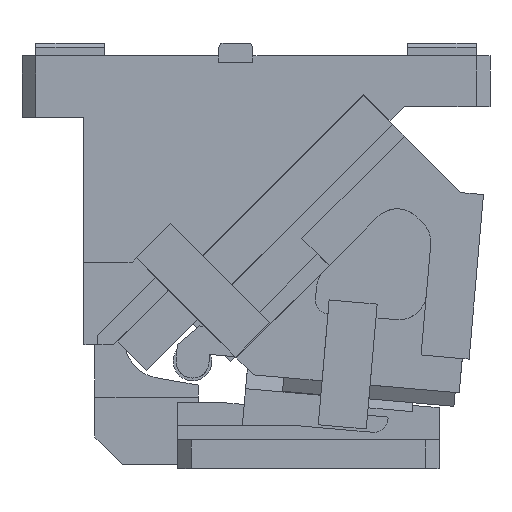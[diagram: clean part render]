
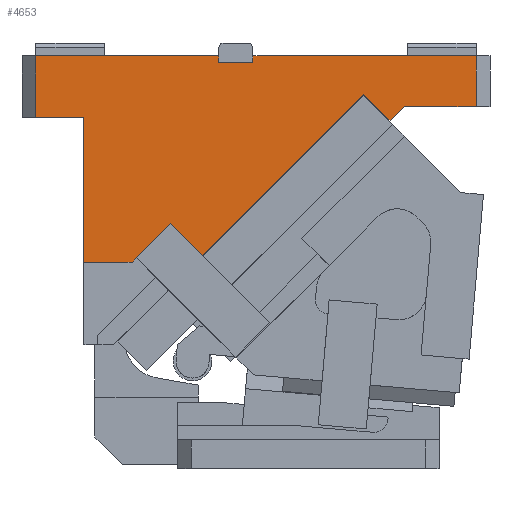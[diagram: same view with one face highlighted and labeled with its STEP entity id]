
A CAD part, front view. The second image highlights one B-rep face of the part: STEP entity #4653.
In plain terms, the highlighted planar face has unit normal (0, -1, 0).
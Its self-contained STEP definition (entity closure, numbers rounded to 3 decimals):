
#3921=CARTESIAN_POINT('Vertex',(-103.,-82.5,300.)) ;
#3924=CARTESIAN_POINT('Line Origine',(-36.591,-82.5,300.)) ;
#3928=CARTESIAN_POINT('Vertex',(29.818,-82.5,300.)) ;
#4185=CARTESIAN_POINT('Vertex',(-68.,-82.5,255.)) ;
#4190=CARTESIAN_POINT('Line Origine',(-85.5,-82.5,255.)) ;
#4194=CARTESIAN_POINT('Vertex',(-103.,-82.5,255.)) ;
#4521=CARTESIAN_POINT('Line Origine',(-103.,-82.5,277.5)) ;
#4533=CARTESIAN_POINT('Axis2P3D Location',(131.217,-82.5,282.406)) ;
#4538=CARTESIAN_POINT('Line Origine',(6.571,-82.5,166.319)) ;
#4542=CARTESIAN_POINT('Vertex',(-5.096,-82.5,177.986)) ;
#4544=CARTESIAN_POINT('Vertex',(18.238,-82.5,154.651)) ;
#4547=CARTESIAN_POINT('Line Origine',(76.751,-82.5,213.165)) ;
#4551=CARTESIAN_POINT('Vertex',(135.265,-82.5,271.678)) ;
#4554=CARTESIAN_POINT('Line Origine',(144.811,-82.5,262.132)) ;
#4558=CARTESIAN_POINT('Vertex',(154.356,-82.5,252.586)) ;
#4561=CARTESIAN_POINT('Line Origine',(159.564,-82.5,257.793)) ;
#4565=CARTESIAN_POINT('Vertex',(164.771,-82.5,263.)) ;
#4568=CARTESIAN_POINT('Line Origine',(190.885,-82.5,263.)) ;
#4572=CARTESIAN_POINT('Vertex',(217.,-82.5,263.)) ;
#4575=CARTESIAN_POINT('Line Origine',(217.,-82.5,281.5)) ;
#4579=CARTESIAN_POINT('Vertex',(217.,-82.5,300.)) ;
#4582=CARTESIAN_POINT('Line Origine',(135.909,-82.5,300.)) ;
#4586=CARTESIAN_POINT('Vertex',(54.818,-82.5,300.)) ;
#4589=CARTESIAN_POINT('Line Origine',(54.818,-82.5,297.5)) ;
#4593=CARTESIAN_POINT('Vertex',(54.818,-82.5,295.)) ;
#4596=CARTESIAN_POINT('Line Origine',(42.318,-82.5,295.)) ;
#4600=CARTESIAN_POINT('Vertex',(29.818,-82.5,295.)) ;
#4603=CARTESIAN_POINT('Line Origine',(29.818,-82.5,297.5)) ;
#4608=CARTESIAN_POINT('Line Origine',(-68.,-82.5,202.5)) ;
#4612=CARTESIAN_POINT('Vertex',(-68.,-82.5,150.)) ;
#4615=CARTESIAN_POINT('Line Origine',(-50.541,-82.5,150.)) ;
#4619=CARTESIAN_POINT('Vertex',(-33.082,-82.5,150.)) ;
#4622=CARTESIAN_POINT('Line Origine',(-31.463,-82.5,151.619)) ;
#4626=CARTESIAN_POINT('Vertex',(-29.845,-82.5,153.237)) ;
#4629=CARTESIAN_POINT('Line Origine',(-17.471,-82.5,165.612)) ;
#3925=DIRECTION('Vector Direction',(-1.,0.,0.)) ;
#4191=DIRECTION('Vector Direction',(-1.,0.,0.)) ;
#4522=DIRECTION('Vector Direction',(0.,0.,1.)) ;
#4534=DIRECTION('Axis2P3D Direction',(0.,1.,-0.)) ;
#4535=DIRECTION('Axis2P3D XDirection',(-1.,0.,0.)) ;
#4539=DIRECTION('Vector Direction',(0.707,0.,-0.707)) ;
#4548=DIRECTION('Vector Direction',(0.707,0.,0.707)) ;
#4555=DIRECTION('Vector Direction',(-0.707,0.,0.707)) ;
#4562=DIRECTION('Vector Direction',(0.707,0.,0.707)) ;
#4569=DIRECTION('Vector Direction',(1.,0.,0.)) ;
#4576=DIRECTION('Vector Direction',(0.,0.,-1.)) ;
#4583=DIRECTION('Vector Direction',(-1.,0.,0.)) ;
#4590=DIRECTION('Vector Direction',(0.,0.,-1.)) ;
#4597=DIRECTION('Vector Direction',(1.,0.,0.)) ;
#4604=DIRECTION('Vector Direction',(0.,0.,-1.)) ;
#4609=DIRECTION('Vector Direction',(0.,0.,-1.)) ;
#4616=DIRECTION('Vector Direction',(-1.,0.,0.)) ;
#4623=DIRECTION('Vector Direction',(-0.707,0.,-0.707)) ;
#4630=DIRECTION('Vector Direction',(0.707,0.,0.707)) ;
#4536=AXIS2_PLACEMENT_3D('Plane Axis2P3D',#4533,#4534,#4535) ;
#4635=ORIENTED_EDGE('',*,*,#4546,.T.) ;
#4636=ORIENTED_EDGE('',*,*,#4553,.T.) ;
#4637=ORIENTED_EDGE('',*,*,#4560,.F.) ;
#4638=ORIENTED_EDGE('',*,*,#4567,.T.) ;
#4639=ORIENTED_EDGE('',*,*,#4574,.T.) ;
#4640=ORIENTED_EDGE('',*,*,#4581,.F.) ;
#4641=ORIENTED_EDGE('',*,*,#4588,.T.) ;
#4642=ORIENTED_EDGE('',*,*,#4595,.T.) ;
#4643=ORIENTED_EDGE('',*,*,#4602,.F.) ;
#4644=ORIENTED_EDGE('',*,*,#4607,.F.) ;
#4645=ORIENTED_EDGE('',*,*,#3930,.T.) ;
#4646=ORIENTED_EDGE('',*,*,#4525,.F.) ;
#4647=ORIENTED_EDGE('',*,*,#4196,.F.) ;
#4648=ORIENTED_EDGE('',*,*,#4614,.T.) ;
#4649=ORIENTED_EDGE('',*,*,#4621,.F.) ;
#4650=ORIENTED_EDGE('',*,*,#4628,.F.) ;
#4651=ORIENTED_EDGE('',*,*,#4633,.T.) ;
#3926=VECTOR('Line Direction',#3925,1.) ;
#4192=VECTOR('Line Direction',#4191,1.) ;
#4523=VECTOR('Line Direction',#4522,1.) ;
#4540=VECTOR('Line Direction',#4539,1.) ;
#4549=VECTOR('Line Direction',#4548,1.) ;
#4556=VECTOR('Line Direction',#4555,1.) ;
#4563=VECTOR('Line Direction',#4562,1.) ;
#4570=VECTOR('Line Direction',#4569,1.) ;
#4577=VECTOR('Line Direction',#4576,1.) ;
#4584=VECTOR('Line Direction',#4583,1.) ;
#4591=VECTOR('Line Direction',#4590,1.) ;
#4598=VECTOR('Line Direction',#4597,1.) ;
#4605=VECTOR('Line Direction',#4604,1.) ;
#4610=VECTOR('Line Direction',#4609,1.) ;
#4617=VECTOR('Line Direction',#4616,1.) ;
#4624=VECTOR('Line Direction',#4623,1.) ;
#4631=VECTOR('Line Direction',#4630,1.) ;
#4653=ADVANCED_FACE('CAM HOLDER',(#4652),#4537,.F.) ;
#3930=EDGE_CURVE('',#3929,#3922,#3927,.T.) ;
#4196=EDGE_CURVE('',#4186,#4195,#4193,.T.) ;
#4525=EDGE_CURVE('',#4195,#3922,#4524,.T.) ;
#4546=EDGE_CURVE('',#4543,#4545,#4541,.T.) ;
#4553=EDGE_CURVE('',#4545,#4552,#4550,.T.) ;
#4560=EDGE_CURVE('',#4559,#4552,#4557,.T.) ;
#4567=EDGE_CURVE('',#4559,#4566,#4564,.T.) ;
#4574=EDGE_CURVE('',#4566,#4573,#4571,.T.) ;
#4581=EDGE_CURVE('',#4580,#4573,#4578,.T.) ;
#4588=EDGE_CURVE('',#4580,#4587,#4585,.T.) ;
#4595=EDGE_CURVE('',#4587,#4594,#4592,.T.) ;
#4602=EDGE_CURVE('',#4601,#4594,#4599,.T.) ;
#4607=EDGE_CURVE('',#3929,#4601,#4606,.T.) ;
#4614=EDGE_CURVE('',#4186,#4613,#4611,.T.) ;
#4621=EDGE_CURVE('',#4620,#4613,#4618,.T.) ;
#4628=EDGE_CURVE('',#4627,#4620,#4625,.T.) ;
#4633=EDGE_CURVE('',#4627,#4543,#4632,.T.) ;
#4634=EDGE_LOOP('',(#4635,#4636,#4637,#4638,#4639,#4640,#4641,#4642,#4643,#4644,#4645,#4646,#4647,#4648,#4649,#4650,#4651)) ;
#4652=FACE_OUTER_BOUND('',#4634,.T.) ;
#3927=LINE('Line',#3924,#3926) ;
#4193=LINE('Line',#4190,#4192) ;
#4524=LINE('Line',#4521,#4523) ;
#4541=LINE('Line',#4538,#4540) ;
#4550=LINE('Line',#4547,#4549) ;
#4557=LINE('Line',#4554,#4556) ;
#4564=LINE('Line',#4561,#4563) ;
#4571=LINE('Line',#4568,#4570) ;
#4578=LINE('Line',#4575,#4577) ;
#4585=LINE('Line',#4582,#4584) ;
#4592=LINE('Line',#4589,#4591) ;
#4599=LINE('Line',#4596,#4598) ;
#4606=LINE('Line',#4603,#4605) ;
#4611=LINE('Line',#4608,#4610) ;
#4618=LINE('Line',#4615,#4617) ;
#4625=LINE('Line',#4622,#4624) ;
#4632=LINE('Line',#4629,#4631) ;
#4537=PLANE('Plane',#4536) ;
#3922=VERTEX_POINT('',#3921) ;
#3929=VERTEX_POINT('',#3928) ;
#4186=VERTEX_POINT('',#4185) ;
#4195=VERTEX_POINT('',#4194) ;
#4543=VERTEX_POINT('',#4542) ;
#4545=VERTEX_POINT('',#4544) ;
#4552=VERTEX_POINT('',#4551) ;
#4559=VERTEX_POINT('',#4558) ;
#4566=VERTEX_POINT('',#4565) ;
#4573=VERTEX_POINT('',#4572) ;
#4580=VERTEX_POINT('',#4579) ;
#4587=VERTEX_POINT('',#4586) ;
#4594=VERTEX_POINT('',#4593) ;
#4601=VERTEX_POINT('',#4600) ;
#4613=VERTEX_POINT('',#4612) ;
#4620=VERTEX_POINT('',#4619) ;
#4627=VERTEX_POINT('',#4626) ;
